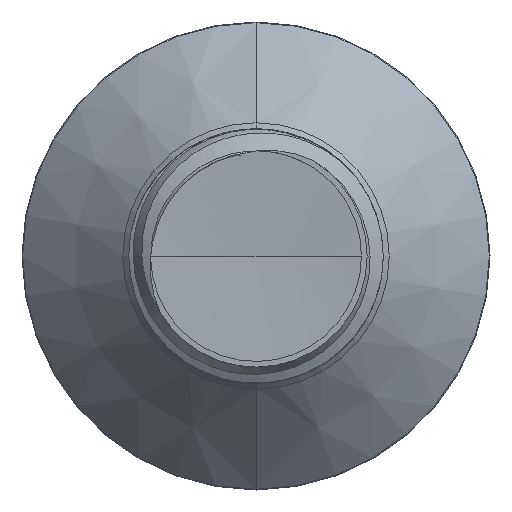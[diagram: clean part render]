
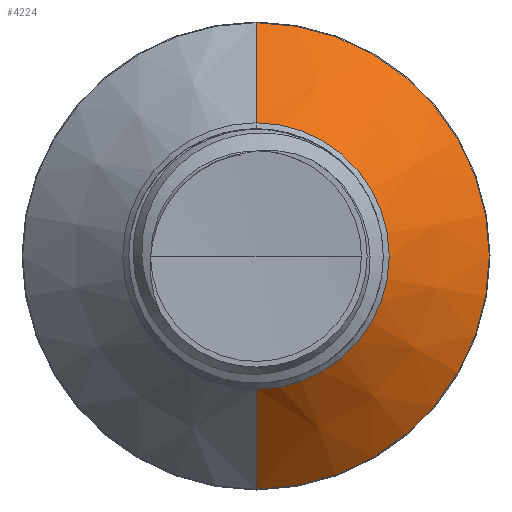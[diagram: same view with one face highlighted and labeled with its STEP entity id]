
A CAD part, front view. The second image highlights one B-rep face of the part: STEP entity #4224.
In plain terms, the highlighted conical face has half-angle 45 degrees and reference radius 2.619 mm.
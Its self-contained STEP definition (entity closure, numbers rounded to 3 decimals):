
#285 = VERTEX_POINT ( 'NONE', #12510 ) ;
#835 = AXIS2_PLACEMENT_3D ( 'NONE', #26534, #26276, #17452 ) ;
#869 = EDGE_CURVE ( 'NONE', #285, #25561, #18952, .T. ) ;
#1078 = CIRCLE ( 'NONE', #6282, 2.619 ) ;
#1971 = CONICAL_SURFACE ( 'NONE', #835, 2.619, 0.785 ) ;
#2077 = EDGE_CURVE ( 'NONE', #13910, #17473, #11063, .T. ) ;
#2402 = ORIENTED_EDGE ( 'NONE', *, *, #27859, .T. ) ;
#2948 = DIRECTION ( 'NONE',  ( 0., 0.707, 0.707 ) ) ;
#3330 = FACE_OUTER_BOUND ( 'NONE', #23178, .T. ) ;
#4224 = ADVANCED_FACE ( 'NONE', ( #3330 ), #1971, .T. ) ;
#4399 = CARTESIAN_POINT ( 'NONE',  ( 0., 6.631, 2.619 ) ) ;
#5490 = CARTESIAN_POINT ( 'NONE',  ( 0., 8.598, 4.586 ) ) ;
#5954 = EDGE_CURVE ( 'NONE', #25561, #17473, #17528, .T. ) ;
#6282 = AXIS2_PLACEMENT_3D ( 'NONE', #8101, #23333, #10386 ) ;
#6962 = DIRECTION ( 'NONE',  ( 0., 1., 0. ) ) ;
#8059 = AXIS2_PLACEMENT_3D ( 'NONE', #20201, #6962, #22312 ) ;
#8101 = CARTESIAN_POINT ( 'NONE',  ( 0., 6.631, 0. ) ) ;
#10386 = DIRECTION ( 'NONE',  ( 0., 0., 1. ) ) ;
#11063 = LINE ( 'NONE', #20444, #21954 ) ;
#12510 = CARTESIAN_POINT ( 'NONE',  ( 0., 6.631, 2.619 ) ) ;
#13114 = VECTOR ( 'NONE', #2948, 1000. ) ;
#13910 = VERTEX_POINT ( 'NONE', #27500 ) ;
#14210 = ORIENTED_EDGE ( 'NONE', *, *, #2077, .T. ) ;
#17452 = DIRECTION ( 'NONE',  ( 0., 0., 1. ) ) ;
#17473 = VERTEX_POINT ( 'NONE', #17696 ) ;
#17528 = CIRCLE ( 'NONE', #8059, 4.586 ) ;
#17696 = CARTESIAN_POINT ( 'NONE',  ( 0., 8.598, -4.586 ) ) ;
#18952 = LINE ( 'NONE', #4399, #13114 ) ;
#20040 = ORIENTED_EDGE ( 'NONE', *, *, #5954, .F. ) ;
#20201 = CARTESIAN_POINT ( 'NONE',  ( 0., 8.598, 0. ) ) ;
#20444 = CARTESIAN_POINT ( 'NONE',  ( 0., 6.631, -2.619 ) ) ;
#20563 = DIRECTION ( 'NONE',  ( 0., 0.707, -0.707 ) ) ;
#21954 = VECTOR ( 'NONE', #20563, 1000. ) ;
#22312 = DIRECTION ( 'NONE',  ( 0., 0., 1. ) ) ;
#23178 = EDGE_LOOP ( 'NONE', ( #2402, #14210, #20040, #24546 ) ) ;
#23333 = DIRECTION ( 'NONE',  ( 0., 1., 0. ) ) ;
#24546 = ORIENTED_EDGE ( 'NONE', *, *, #869, .F. ) ;
#25561 = VERTEX_POINT ( 'NONE', #5490 ) ;
#26276 = DIRECTION ( 'NONE',  ( 0., 1., 0. ) ) ;
#26534 = CARTESIAN_POINT ( 'NONE',  ( 0., 6.631, 0. ) ) ;
#27500 = CARTESIAN_POINT ( 'NONE',  ( 0., 6.631, -2.619 ) ) ;
#27859 = EDGE_CURVE ( 'NONE', #285, #13910, #1078, .T. ) ;
